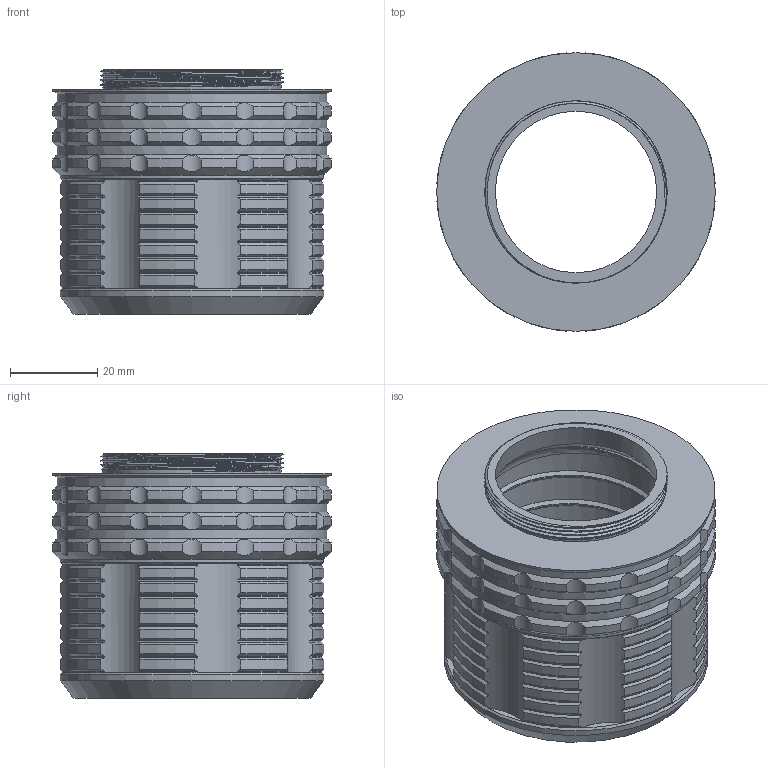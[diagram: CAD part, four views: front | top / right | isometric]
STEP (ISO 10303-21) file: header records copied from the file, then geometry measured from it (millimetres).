
FILE_DESCRIPTION( ( '' ), ' ' );
FILE_NAME( '5dfb88f2df27ac158bb47ea4.step', '2019-12-19T14:28:03', ( '' ), ( '' ), ' ', ' ', ' ' );
FILE_SCHEMA( ( 'AUTOMOTIVE_DESIGN { 1 0 10303 214 1 1 1 1 }' ) );
Length unit declared in the file: metre
Products named in the file (3): Curve 2; Curve 1; Part 1
Bounding box: 63.9 x 63.9 x 56 mm (x, y, z)
Volume: 75802.6 mm3; surface area: 23167 mm2
Topology: 1 solids, 1 shells, 401 faces, 1181 edges, 786 vertices
Faces by surface type: cylinder 242, cone 124, plane 30, bspline 4, torus 1
Full cylindrical faces by diameter (mm): 41 x1, 42.8 x6, 60.4 x2, 61.9 x3, 63.9 x1
Entity records: 20627 total; most frequent: CARTESIAN_POINT 7495, ORIENTED_EDGE 2254, DIRECTION 1933, EDGE_CURVE 1127, AXIS2_PLACEMENT_3D 786, VERTEX_POINT 758, EDGE_LOOP 417, FACE_OUTER_BOUND 402
